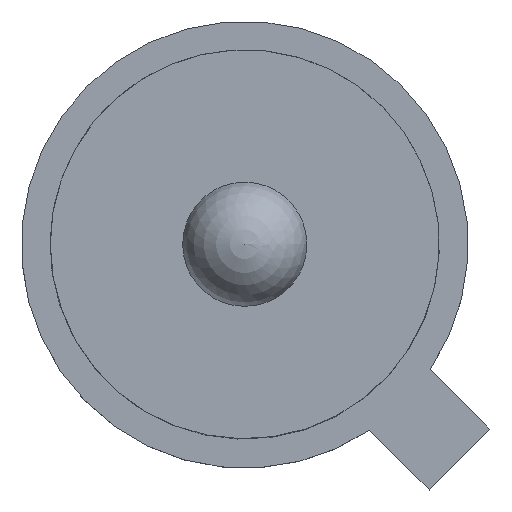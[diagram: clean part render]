
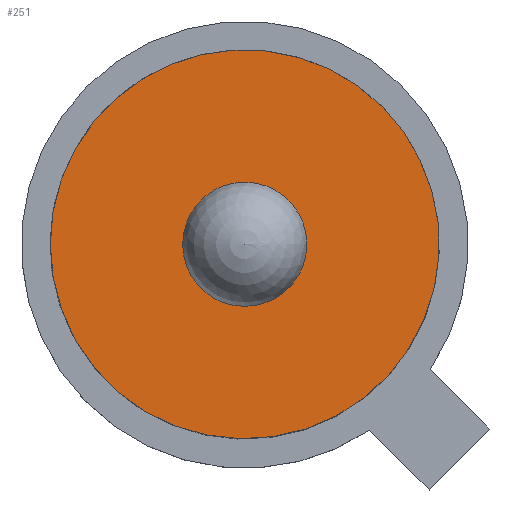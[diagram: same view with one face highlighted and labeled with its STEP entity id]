
A CAD part, top view. The second image highlights one B-rep face of the part: STEP entity #251.
In plain terms, the highlighted planar face has unit normal (0, 0, 1).
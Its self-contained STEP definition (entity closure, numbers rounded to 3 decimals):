
#43=PLANE('',#301);
#57=FACE_BOUND('',#99,.T.);
#72=FACE_OUTER_BOUND('',#98,.T.);
#98=EDGE_LOOP('',(#196));
#99=EDGE_LOOP('',(#197));
#125=CIRCLE('',#299,2.35);
#127=CIRCLE('',#302,0.75);
#141=VERTEX_POINT('',#428);
#143=VERTEX_POINT('',#433);
#163=EDGE_CURVE('',#141,#141,#125,.T.);
#165=EDGE_CURVE('',#143,#143,#127,.T.);
#196=ORIENTED_EDGE('',*,*,#163,.T.);
#197=ORIENTED_EDGE('',*,*,#165,.T.);
#251=ADVANCED_FACE('',(#72,#57),#43,.T.);
#299=AXIS2_PLACEMENT_3D('',#429,#350,#351);
#301=AXIS2_PLACEMENT_3D('',#432,#354,#355);
#302=AXIS2_PLACEMENT_3D('',#434,#356,#357);
#350=DIRECTION('center_axis',(0.,0.,1.));
#351=DIRECTION('ref_axis',(1.,0.,0.));
#354=DIRECTION('center_axis',(0.,0.,1.));
#355=DIRECTION('ref_axis',(1.,0.,0.));
#356=DIRECTION('center_axis',(0.,0.,-1.));
#357=DIRECTION('ref_axis',(0.,1.,0.));
#428=CARTESIAN_POINT('',(-2.35,0.,3.75));
#429=CARTESIAN_POINT('Origin',(0.,0.,3.75));
#432=CARTESIAN_POINT('Origin',(0.,0.,3.75));
#433=CARTESIAN_POINT('',(0.,-0.75,3.75));
#434=CARTESIAN_POINT('Origin',(0.,0.,3.75));
